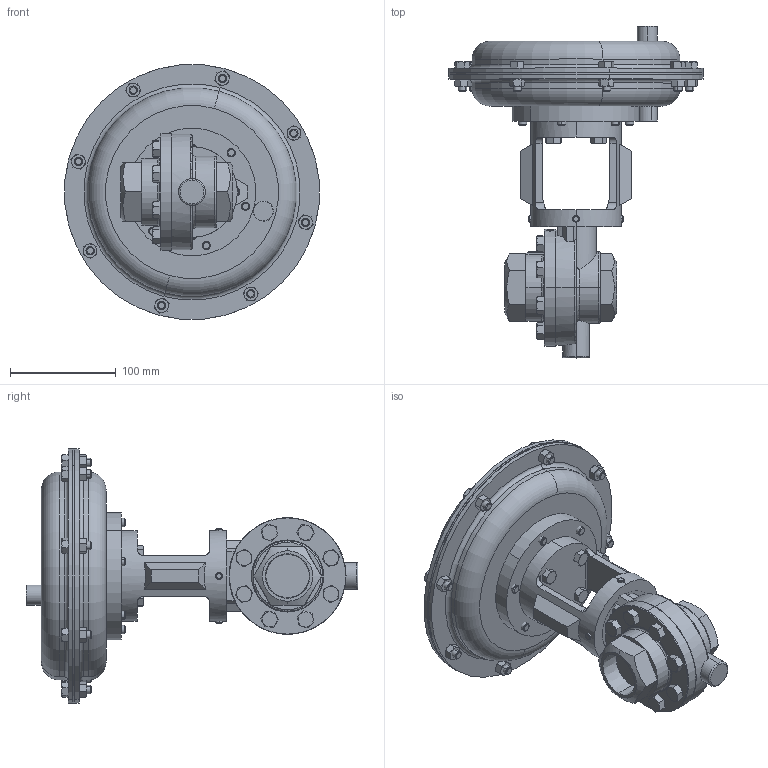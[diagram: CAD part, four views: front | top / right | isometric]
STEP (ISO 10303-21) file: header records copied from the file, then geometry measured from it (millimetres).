
FILE_DESCRIPTION (( 'STEP AP203' ), '1' );
FILE_NAME ('70-125-DI+BR-PT-35M.STEP', '2017-08-30T17:07:30', ( '' ), ( '' ), 'SwSTEP 2.0', 'SolidWorks 2014', '' );
FILE_SCHEMA (( 'CONFIG_CONTROL_DESIGN' ));
Length unit declared in the file: inch
Products named in the file (1): 70-125-DI+BR-PT-35M
Bounding box: 240.92 x 313.73 x 240.92 mm (x, y, z)
Volume: 3421378.9 mm3; surface area: 492331.9 mm2
Topology: 47 solids, 47 shells, 935 faces, 2036 edges, 1228 vertices
Faces by surface type: plane 411, cone 342, cylinder 117, bspline 36, torus 29
Entity records: 34682 total; most frequent: CARTESIAN_POINT 15227, ORIENTED_EDGE 4056, DIRECTION 3835, EDGE_CURVE 2028, AXIS2_PLACEMENT_3D 1542, VERTEX_POINT 1228, EDGE_LOOP 978, ADVANCED_FACE 935
